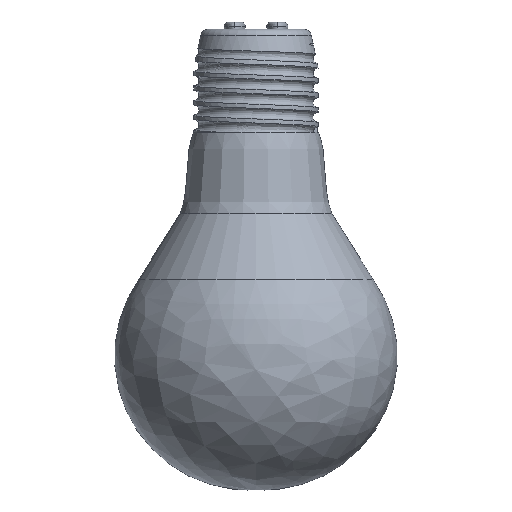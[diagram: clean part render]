
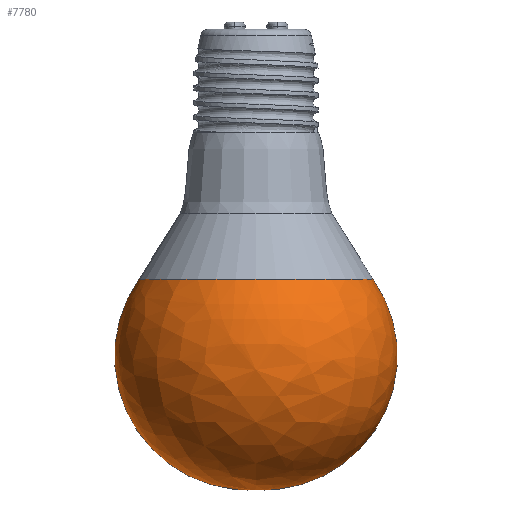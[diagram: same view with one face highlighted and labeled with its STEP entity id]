
A CAD part, front view. The second image highlights one B-rep face of the part: STEP entity #7780.
In plain terms, the highlighted free-form (B-spline) face has degree [3, 3] with [7, 4] control points.
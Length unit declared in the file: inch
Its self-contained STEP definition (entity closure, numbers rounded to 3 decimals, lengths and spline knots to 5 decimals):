
#7569=CARTESIAN_POINT('',(0.,0.,-141.76));
#7570=DIRECTION('',(0.,0.,1.));
#7571=DIRECTION('',(-1.,0.,0.));
#7572=AXIS2_PLACEMENT_3D('',#7569,#7570,#7571);
#7591=CARTESIAN_POINT('',(-10.33,0.,-246.77));
#7592=DIRECTION('',(0.,1.,0.));
#7593=DIRECTION('',(0.057,0.,-0.998));
#7594=AXIS2_PLACEMENT_3D('',#7591,#7592,#7593);
#7596=CARTESIAN_POINT('',(10.33,0.,-246.77));
#7597=DIRECTION('',(0.,-1.,0.));
#7598=DIRECTION('',(-0.057,0.,-0.998));
#7599=AXIS2_PLACEMENT_3D('',#7596,#7597,#7598);
#7601=CARTESIAN_POINT('',(0.,0.,-428.97741));
#7602=CARTESIAN_POINT('',(-159.59202,0.,-141.76));
#7603=VERTEX_POINT('',#7601);
#7604=VERTEX_POINT('',#7602);
#7607=CARTESIAN_POINT('',(159.59202,0.,-141.76));
#7608=VERTEX_POINT('',#7607);
#7746=CARTESIAN_POINT('',(0.,0.,-428.97741));
#7747=CARTESIAN_POINT('',(-180.76917,11.37303,
-439.24614));
#7748=CARTESIAN_POINT('',(-265.14288,16.68138,
-278.73077));
#7749=CARTESIAN_POINT('',(-154.43288,9.71609,
-135.17916));
#7750=CARTESIAN_POINT('',(0.,0.,
-428.97741));
#7751=CARTESIAN_POINT('',(-187.76812,-99.87206,
-439.24614));
#7752=CARTESIAN_POINT('',(-275.40858,-146.48718,
-278.73077));
#7753=CARTESIAN_POINT('',(-160.41215,-85.32169,
-135.17916));
#7754=CARTESIAN_POINT('',(0.,0.,
-428.97741));
#7755=CARTESIAN_POINT('',(-111.46504,-181.12658,
-439.24614));
#7756=CARTESIAN_POINT('',(-163.49117,-265.66712,
-278.73077));
#7757=CARTESIAN_POINT('',(-95.22568,-154.73822,
-135.17916));
#7758=CARTESIAN_POINT('',(0.,0.,
-428.97741));
#7759=CARTESIAN_POINT('',(0.,-181.12658,
-439.24614));
#7760=CARTESIAN_POINT('',(0.,-265.66712,
-278.73077));
#7761=CARTESIAN_POINT('',(0.,-154.73822,
-135.17916));
#7762=CARTESIAN_POINT('',(0.,0.,
-428.97741));
#7763=CARTESIAN_POINT('',(111.46504,-181.12658,
-439.24614));
#7764=CARTESIAN_POINT('',(163.49117,-265.66712,
-278.73077));
#7765=CARTESIAN_POINT('',(95.22568,-154.73822,
-135.17916));
#7766=CARTESIAN_POINT('',(0.,0.,
-428.97741));
#7767=CARTESIAN_POINT('',(187.76812,-99.87206,
-439.24614));
#7768=CARTESIAN_POINT('',(275.40858,-146.48718,
-278.73077));
#7769=CARTESIAN_POINT('',(160.41215,-85.32169,
-135.17916));
#7770=CARTESIAN_POINT('',(0.,0.,-428.97741));
#7771=CARTESIAN_POINT('',(180.76917,11.37303,-439.24614));
#7772=CARTESIAN_POINT('',(265.14288,16.68138,-278.73077));
#7773=CARTESIAN_POINT('',(154.43288,9.71609,-135.17916));
#7774=(BOUNDED_SURFACE()B_SPLINE_SURFACE(3,3,((#7746,#7747,#7748,#7749),(#7750,
#7751,#7752,#7753),(#7754,#7755,#7756,#7757),(#7758,#7759,#7760,#7761),(#7762,
#7763,#7764,#7765),(#7766,#7767,#7768,#7769),(#7770,#7771,#7772,#7773)),
.UNSPECIFIED.,.F.,.F.,.F.)B_SPLINE_SURFACE_WITH_KNOTS((4,3,4),(4,4),(0.,1.,
2.),(0.,1.),.UNSPECIFIED.)GEOMETRIC_REPRESENTATION_ITEM()RATIONAL_B_SPLINE_SURFACE(((1.678,1.024,1.024,1.678),(
1.325,0.808,0.808,1.325),(
1.325,0.808,0.808,1.325),(
1.678,1.024,1.024,1.678),(
1.325,0.808,0.808,1.325),(
1.325,0.808,0.808,1.325),(
1.678,1.024,1.024,1.678)))REPRESENTATION_ITEM('')SURFACE());
#7775=ORIENTED_EDGE('',*,*,#7738,.T.);
#7776=ORIENTED_EDGE('',*,*,#7684,.T.);
#7777=ORIENTED_EDGE('',*,*,#7740,.F.);
#7778=EDGE_LOOP('',(#7775,#7776,#7777));
#7779=FACE_OUTER_BOUND('',#7778,.F.);
#7780=ADVANCED_FACE('',(#7779),#7774,.T.);
#7573=CIRCLE('',#7572,159.59202);
#7595=CIRCLE('',#7594,182.5);
#7600=CIRCLE('',#7599,182.5);
#7684=EDGE_CURVE('',#7604,#7608,#7573,.T.);
#7738=EDGE_CURVE('',#7603,#7604,#7595,.T.);
#7740=EDGE_CURVE('',#7603,#7608,#7600,.T.);
